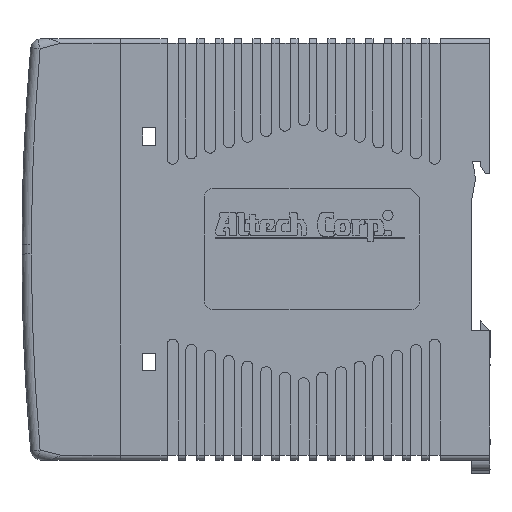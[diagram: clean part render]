
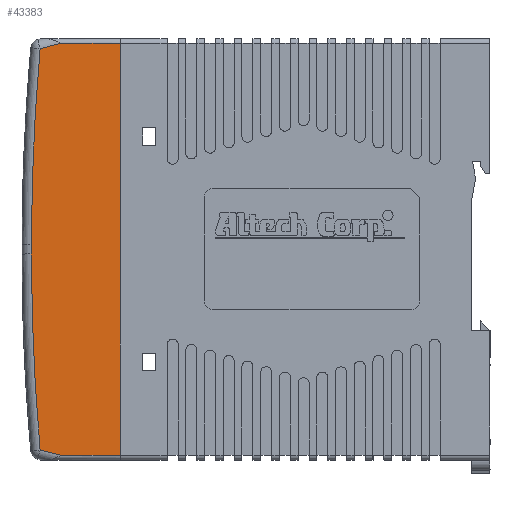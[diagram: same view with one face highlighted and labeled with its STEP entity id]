
A CAD part, top view. The second image highlights one B-rep face of the part: STEP entity #43383.
In plain terms, the highlighted face is planar.
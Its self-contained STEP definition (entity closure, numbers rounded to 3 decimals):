
#42684=CARTESIAN_POINT('',(-50.339,-70.214,0.0));
#42685=VERTEX_POINT('',#42684);
#42693=CARTESIAN_POINT('',(-37.585,-70.214,0.0));
#42694=VERTEX_POINT('',#42693);
#42695=CARTESIAN_POINT('',(-50.339,-70.214,0.0));
#42696=DIRECTION('',(1.0,0.0,0.0));
#42697=VECTOR('',#42696,12.754);
#42698=LINE('',#42695,#42697);
#42699=EDGE_CURVE('',#42685,#42694,#42698,.T.);
#42728=CARTESIAN_POINT('',(-33.203,-69.118,0.0));
#42729=VERTEX_POINT('',#42728);
#42840=CARTESIAN_POINT('',(-33.203,16.69,0.0));
#42841=VERTEX_POINT('',#42840);
#43010=CARTESIAN_POINT('',(-31.339,-25.214,0.0));
#43011=VERTEX_POINT('',#43010);
#43019=CARTESIAN_POINT('',(-503.401,-25.214,0.0));
#43020=DIRECTION('',(0.0,0.0,1.0));
#43021=DIRECTION('',(0.999,0.046,0.0));
#43022=AXIS2_PLACEMENT_3D('',#43019,#43020,#43021);
#43023=CIRCLE('',#43022,472.063);
#43024=EDGE_CURVE('',#43011,#42841,#43023,.T.);
#43045=CARTESIAN_POINT('',(-37.585,17.786,0.));
#43046=VERTEX_POINT('',#43045);
#43047=CARTESIAN_POINT('',(-33.203,16.69,0.0));
#43048=DIRECTION('',(-0.97,0.243,0.0));
#43049=VECTOR('',#43048,4.518);
#43050=LINE('',#43047,#43049);
#43051=EDGE_CURVE('',#42841,#43046,#43050,.T.);
#43099=CARTESIAN_POINT('',(-31.339,-27.214,0.0));
#43100=VERTEX_POINT('',#43099);
#43108=CARTESIAN_POINT('',(-31.339,-27.214,0.0));
#43109=DIRECTION('',(0.0,1.0,0.0));
#43110=VECTOR('',#43109,2.);
#43111=LINE('',#43108,#43110);
#43112=EDGE_CURVE('',#43100,#43011,#43111,.T.);
#43124=CARTESIAN_POINT('',(-50.339,17.786,0.0));
#43125=VERTEX_POINT('',#43124);
#43142=CARTESIAN_POINT('',(-37.585,17.786,0.0));
#43143=DIRECTION('',(-1.0,0.0,0.0));
#43144=VECTOR('',#43143,12.754);
#43145=LINE('',#43142,#43144);
#43146=EDGE_CURVE('',#43046,#43125,#43145,.T.);
#43221=CARTESIAN_POINT('',(-503.401,-27.214,0.0));
#43222=DIRECTION('',(0.0,0.0,1.0));
#43223=DIRECTION('',(0.999,-0.046,0.0));
#43224=AXIS2_PLACEMENT_3D('',#43221,#43222,#43223);
#43225=CIRCLE('',#43224,472.062);
#43226=EDGE_CURVE('',#42729,#43100,#43225,.T.);
#43236=CARTESIAN_POINT('',(-37.585,-70.214,0.0));
#43237=DIRECTION('',(0.97,0.243,0.0));
#43238=VECTOR('',#43237,4.518);
#43239=LINE('',#43236,#43238);
#43240=EDGE_CURVE('',#42694,#42729,#43239,.T.);
#43363=CARTESIAN_POINT('',(-40.333,-26.214,0.0));
#43364=DIRECTION('',(0.0,0.0,1.0));
#43365=DIRECTION('',(1.0,0.0,0.0));
#43366=AXIS2_PLACEMENT_3D('',#43363,#43364,#43365);
#43367=PLANE('',#43366);
#43368=ORIENTED_EDGE('',*,*,#43146,.F.);
#43369=ORIENTED_EDGE('',*,*,#43051,.F.);
#43370=ORIENTED_EDGE('',*,*,#43024,.F.);
#43371=ORIENTED_EDGE('',*,*,#43112,.F.);
#43372=ORIENTED_EDGE('',*,*,#43226,.F.);
#43373=ORIENTED_EDGE('',*,*,#43240,.F.);
#43374=ORIENTED_EDGE('',*,*,#42699,.F.);
#43375=CARTESIAN_POINT('',(-50.339,17.786,0.0));
#43376=DIRECTION('',(0.0,-1.0,0.0));
#43377=VECTOR('',#43376,88.0);
#43378=LINE('',#43375,#43377);
#43379=EDGE_CURVE('',#43125,#42685,#43378,.T.);
#43380=ORIENTED_EDGE('',*,*,#43379,.F.);
#43381=EDGE_LOOP('',(#43368,#43369,#43370,#43371,#43372,#43373,#43374,#43380));
#43382=FACE_OUTER_BOUND('',#43381,.T.);
#43383=ADVANCED_FACE('',(#43382),#43367,.F.);
